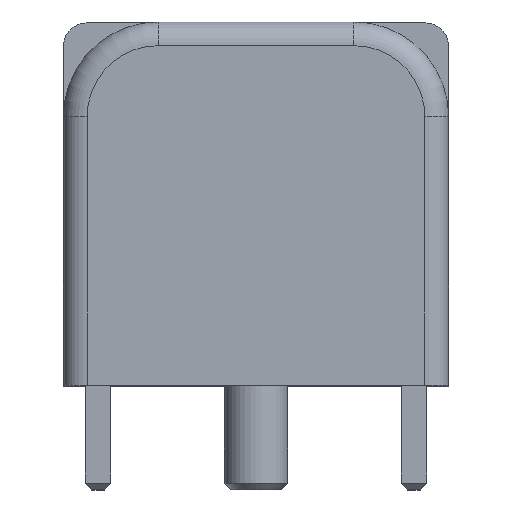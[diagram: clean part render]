
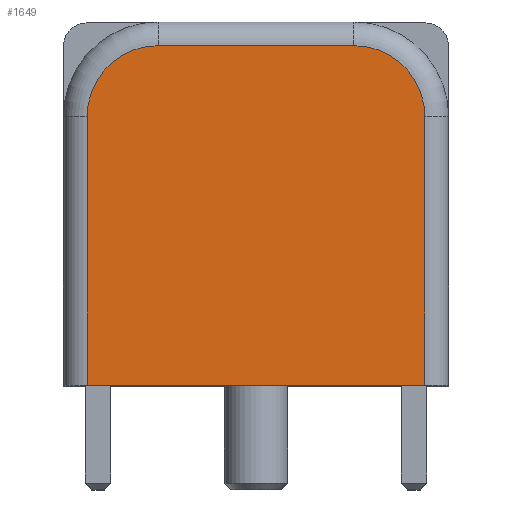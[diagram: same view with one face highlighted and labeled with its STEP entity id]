
A CAD part, top view. The second image highlights one B-rep face of the part: STEP entity #1649.
In plain terms, the highlighted planar face has unit normal (0, 0, 1).
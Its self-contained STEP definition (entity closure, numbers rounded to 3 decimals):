
#144=LINE('',#2598,#305);
#156=LINE('',#2626,#317);
#157=LINE('',#2637,#318);
#159=LINE('',#2646,#320);
#305=VECTOR('',#2141,10.);
#317=VECTOR('',#2177,10.);
#318=VECTOR('',#2190,10.);
#320=VECTOR('',#2202,10.);
#422=PLANE('',#1809);
#535=FACE_OUTER_BOUND('',#648,.T.);
#648=EDGE_LOOP('',(#1451,#1452,#1453,#1454,#1455,#1456));
#684=CIRCLE('',#1784,2.25);
#688=CIRCLE('',#1790,2.25);
#806=VERTEX_POINT('',#2588);
#810=VERTEX_POINT('',#2596);
#814=VERTEX_POINT('',#2624);
#816=VERTEX_POINT('',#2629);
#818=VERTEX_POINT('',#2635);
#820=VERTEX_POINT('',#2641);
#995=EDGE_CURVE('',#806,#810,#144,.T.);
#1008=EDGE_CURVE('',#814,#810,#156,.T.);
#1010=EDGE_CURVE('',#816,#814,#684,.T.);
#1013=EDGE_CURVE('',#818,#816,#157,.T.);
#1016=EDGE_CURVE('',#820,#818,#688,.T.);
#1018=EDGE_CURVE('',#806,#820,#159,.T.);
#1451=ORIENTED_EDGE('',*,*,#1018,.F.);
#1452=ORIENTED_EDGE('',*,*,#995,.T.);
#1453=ORIENTED_EDGE('',*,*,#1008,.F.);
#1454=ORIENTED_EDGE('',*,*,#1010,.F.);
#1455=ORIENTED_EDGE('',*,*,#1013,.F.);
#1456=ORIENTED_EDGE('',*,*,#1016,.F.);
#1649=ADVANCED_FACE('',(#535),#422,.T.);
#1784=AXIS2_PLACEMENT_3D('',#2631,#2182,#2183);
#1790=AXIS2_PLACEMENT_3D('',#2643,#2196,#2197);
#1809=AXIS2_PLACEMENT_3D('',#2691,#2251,#2252);
#2141=DIRECTION('',(1.,0.,0.));
#2177=DIRECTION('',(0.,-1.,0.));
#2182=DIRECTION('center_axis',(0.,0.,-1.));
#2183=DIRECTION('ref_axis',(0.707,0.707,0.));
#2190=DIRECTION('',(1.,0.,0.));
#2196=DIRECTION('center_axis',(0.,0.,-1.));
#2197=DIRECTION('ref_axis',(-0.707,0.707,0.));
#2202=DIRECTION('',(0.,1.,0.));
#2251=DIRECTION('center_axis',(0.,0.,1.));
#2252=DIRECTION('ref_axis',(1.,0.,0.));
#2588=CARTESIAN_POINT('',(-5.35,-5.75,33.6));
#2596=CARTESIAN_POINT('',(5.35,-5.75,33.6));
#2598=CARTESIAN_POINT('',(6.1,-5.75,33.6));
#2624=CARTESIAN_POINT('',(5.35,2.75,33.6));
#2626=CARTESIAN_POINT('',(5.35,-2.875,33.6));
#2629=CARTESIAN_POINT('',(3.1,5.,33.6));
#2631=CARTESIAN_POINT('Origin',(3.1,2.75,33.6));
#2635=CARTESIAN_POINT('',(-3.1,5.,33.6));
#2637=CARTESIAN_POINT('',(3.05,5.,33.6));
#2641=CARTESIAN_POINT('',(-5.35,2.75,33.6));
#2643=CARTESIAN_POINT('Origin',(-3.1,2.75,33.6));
#2646=CARTESIAN_POINT('',(-5.35,2.875,33.6));
#2691=CARTESIAN_POINT('Origin',(0.,0.,33.6));
